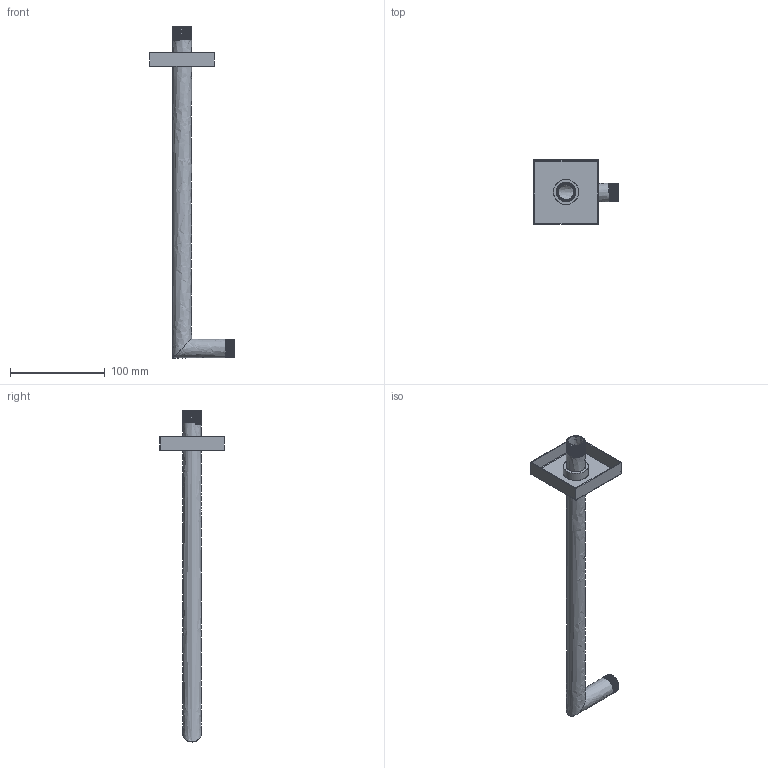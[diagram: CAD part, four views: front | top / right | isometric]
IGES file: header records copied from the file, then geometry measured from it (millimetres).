
Bounding box: 89 x 68 x 350 mm (x, y, z)
Surface area: 64093.6 mm2 (no closed solid volume)
Topology: 0 solids, 0 shells, 64 faces, 535 edges, 525 vertices
Faces by surface type: bspline 64
